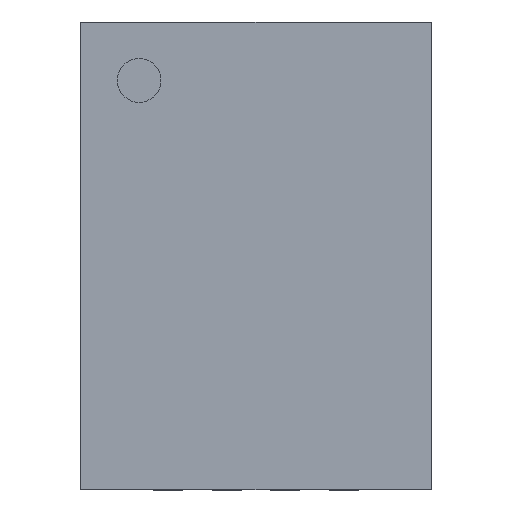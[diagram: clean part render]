
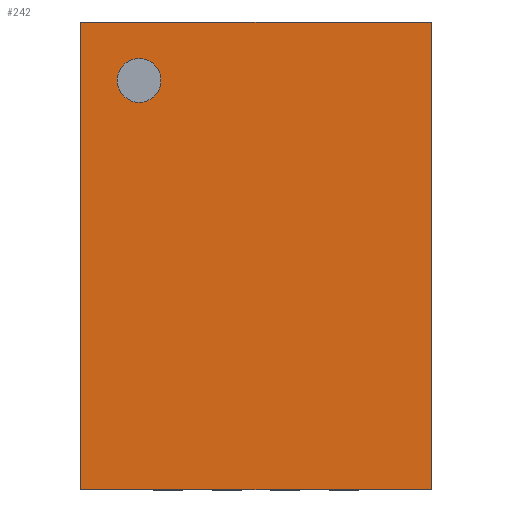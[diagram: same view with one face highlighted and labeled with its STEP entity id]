
A CAD part, top view. The second image highlights one B-rep face of the part: STEP entity #242.
In plain terms, the highlighted planar face has unit normal (0, 0, 1).
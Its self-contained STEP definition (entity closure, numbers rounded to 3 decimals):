
#178 = VERTEX_POINT('',#179);
#179 = CARTESIAN_POINT('',(0.,0.,0.8));
#194 = VERTEX_POINT('',#195);
#195 = CARTESIAN_POINT('',(0.,4.,0.8));
#201 = EDGE_CURVE('',#178,#194,#202,.T.);
#202 = LINE('',#203,#204);
#203 = CARTESIAN_POINT('',(0.,0.,0.8));
#204 = VECTOR('',#205,1.);
#205 = DIRECTION('',(0.,1.,0.));
#224 = EDGE_CURVE('',#178,#225,#227,.T.);
#225 = VERTEX_POINT('',#226);
#226 = CARTESIAN_POINT('',(3.,0.,0.8));
#227 = LINE('',#228,#229);
#228 = CARTESIAN_POINT('',(0.,0.,0.8));
#229 = VECTOR('',#230,1.);
#230 = DIRECTION('',(1.,0.,0.));
#242 = ADVANCED_FACE('',(#243,#261),#272,.T.);
#243 = FACE_BOUND('',#244,.T.);
#244 = EDGE_LOOP('',(#245,#246,#247,#255));
#245 = ORIENTED_EDGE('',*,*,#201,.F.);
#246 = ORIENTED_EDGE('',*,*,#224,.T.);
#247 = ORIENTED_EDGE('',*,*,#248,.T.);
#248 = EDGE_CURVE('',#225,#249,#251,.T.);
#249 = VERTEX_POINT('',#250);
#250 = CARTESIAN_POINT('',(3.,4.,0.8));
#251 = LINE('',#252,#253);
#252 = CARTESIAN_POINT('',(3.,0.,0.8));
#253 = VECTOR('',#254,1.);
#254 = DIRECTION('',(0.,1.,0.));
#255 = ORIENTED_EDGE('',*,*,#256,.F.);
#256 = EDGE_CURVE('',#194,#249,#257,.T.);
#257 = LINE('',#258,#259);
#258 = CARTESIAN_POINT('',(0.,4.,0.8));
#259 = VECTOR('',#260,1.);
#260 = DIRECTION('',(1.,0.,0.));
#261 = FACE_BOUND('',#262,.T.);
#262 = EDGE_LOOP('',(#263));
#263 = ORIENTED_EDGE('',*,*,#264,.F.);
#264 = EDGE_CURVE('',#265,#265,#267,.T.);
#265 = VERTEX_POINT('',#266);
#266 = CARTESIAN_POINT('',(0.688,3.5,0.8));
#267 = CIRCLE('',#268,0.188);
#268 = AXIS2_PLACEMENT_3D('',#269,#270,#271);
#269 = CARTESIAN_POINT('',(0.5,3.5,0.8));
#270 = DIRECTION('',(0.,0.,1.));
#271 = DIRECTION('',(1.,0.,0.));
#272 = PLANE('',#273);
#273 = AXIS2_PLACEMENT_3D('',#274,#275,#276);
#274 = CARTESIAN_POINT('',(0.,0.,0.8));
#275 = DIRECTION('',(0.,0.,1.));
#276 = DIRECTION('',(1.,0.,0.));
